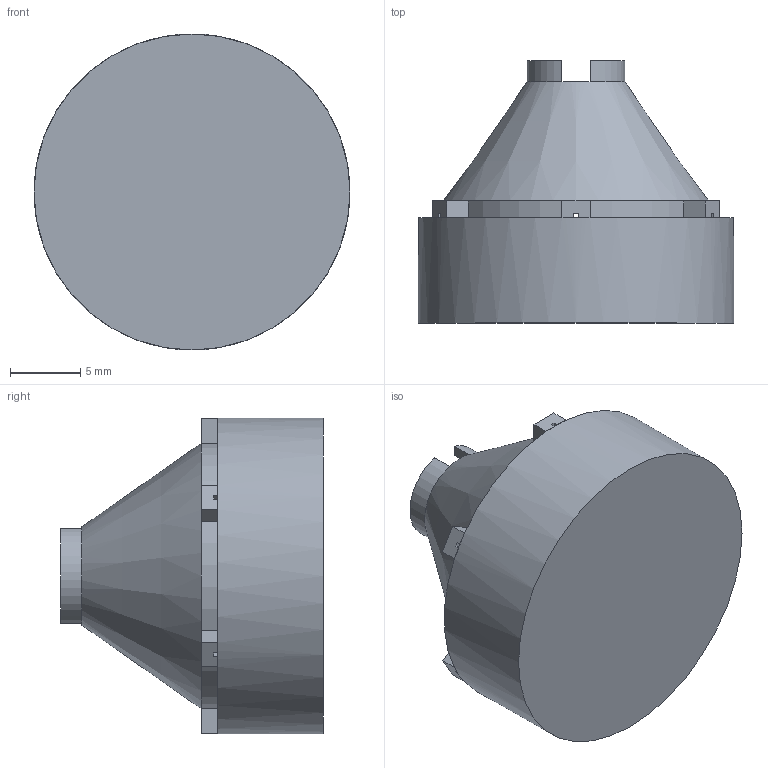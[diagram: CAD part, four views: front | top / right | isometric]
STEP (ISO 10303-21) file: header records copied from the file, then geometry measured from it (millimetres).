
FILE_DESCRIPTION(/* description */ (''),/* implementation_level */ '2;1');
FILE_NAME(/* name */ 'multi_drillable_boat_6hole v1.step',/* time_stamp */ '2024-12-10T15:50:31-05:00',/* author */ (''),/* organization */ (''),/* preprocessor_version */ 'ST-DEVELOPER v20',/* originating_system */ 'Autodesk Translation Framework v13.20.0.188',/* authorisation */ '');
FILE_SCHEMA (('AUTOMOTIVE_DESIGN { 1 0 10303 214 3 1 1 }'));
Length unit declared in the file: millimetre
Products named in the file (1): multi_drillable_boat_6hole
Bounding box: 22.5 x 18.7 x 22.5 mm (x, y, z)
Volume: 3321.4 mm3; surface area: 2323.8 mm2
Topology: 1 solids, 1 shells, 71 faces, 207 edges, 127 vertices
Faces by surface type: plane 57, cylinder 12, cone 2
Full cylindrical faces by diameter (mm): 17.4 x1, 22.5 x1
Entity records: 2373 total; most frequent: ORIENTED_EDGE 414, DIRECTION 410, CARTESIAN_POINT 406, EDGE_CURVE 207, LINE 148, VECTOR 148, AXIS2_PLACEMENT_3D 131, VERTEX_POINT 127
